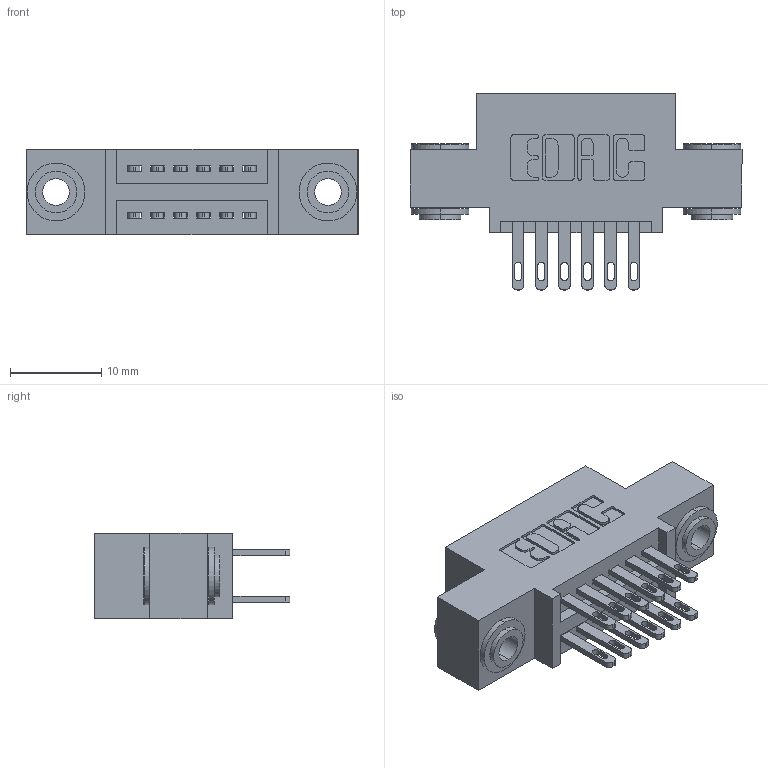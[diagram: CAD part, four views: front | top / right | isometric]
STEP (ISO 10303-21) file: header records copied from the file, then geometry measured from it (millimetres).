
FILE_DESCRIPTION (( 'STEP AP203' ), '1' );
FILE_NAME ('345-012-500-503.STEP', '2019-10-26T15:19:42', ( '' ), ( '' ), 'SwSTEP 2.0', 'SolidWorks 2016', '' );
FILE_SCHEMA (( 'CONFIG_CONTROL_DESIGN' ));
Length unit declared in the file: inch
Products named in the file (4): 345-012-500-503; 345 Part_0.110 Offset - 0.156 Dia-TH; 345-292-001_345-293-100; 345-250-002_345-250-002-102
Assembly tree (15 placements, depth 2):
  345-012-500-503
    345 Part_0.110 Offset - 0.156 Dia-TH
    345-292-001_345-293-100  x12
    345-250-002_345-250-002-102  x2
Bounding box: 36.45 x 21.51 x 9.4 mm (x, y, z)
Volume: 3189.2 mm3; surface area: 4437.1 mm2
Topology: 15 solids, 15 shells, 720 faces, 2121 edges, 1410 vertices
Faces by surface type: plane 418, cylinder 294, cone 8
Entity records: 10266 total; most frequent: CARTESIAN_POINT 1731, ORIENTED_EDGE 1658, DIRECTION 1603, EDGE_CURVE 829, VECTOR 645, LINE 645, VERTEX_POINT 550, AXIS2_PLACEMENT_3D 479
